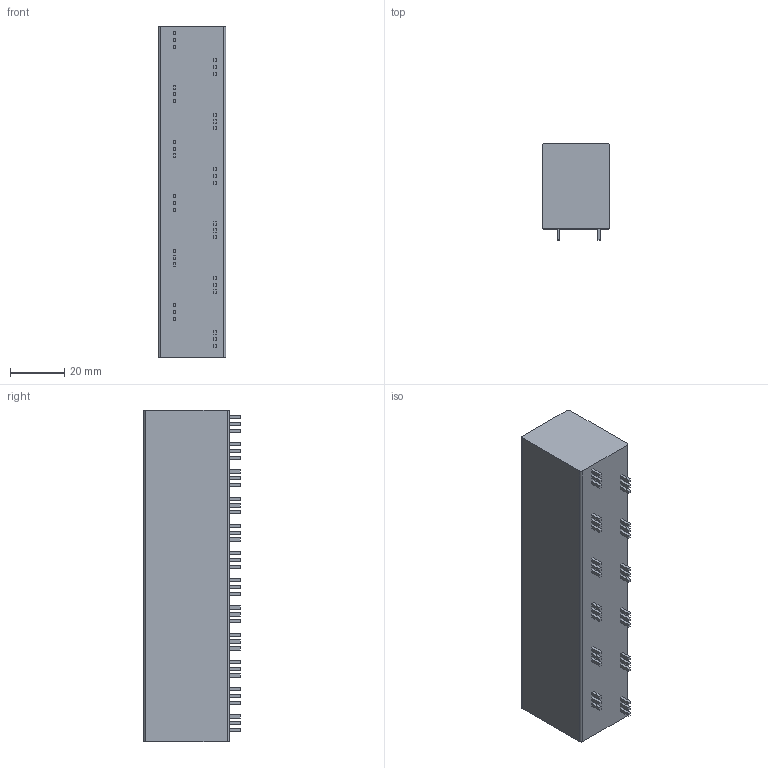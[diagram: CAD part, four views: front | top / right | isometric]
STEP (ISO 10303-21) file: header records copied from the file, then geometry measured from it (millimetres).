
FILE_DESCRIPTION((''),'2;1');
FILE_NAME('PRT0001','2024-09-27T08:44:01',('tluser'),(''),'CREO PARAMETRIC BY PTC INC, 2018100','CREO PARAMETRIC BY PTC INC, 2018100','');
FILE_SCHEMA(('CONFIG_CONTROL_DESIGN'));
Length unit declared in the file: millimetre
Products named in the file (1): PRT0001
Bounding box: 24.7 x 35.4 x 121.8 mm (x, y, z)
Volume: 88026.1 mm3; surface area: 18683 mm2
Topology: 1 solids, 1 shells, 442 faces, 1068 edges, 688 vertices
Faces by surface type: plane 342, cylinder 76, cone 24
Entity records: 12865 total; most frequent: CARTESIAN_POINT 2717, ORIENTED_EDGE 2136, DIRECTION 1888, EDGE_CURVE 1068, VECTOR 844, LINE 844, VERTEX_POINT 688, AXIS2_PLACEMENT_3D 522
